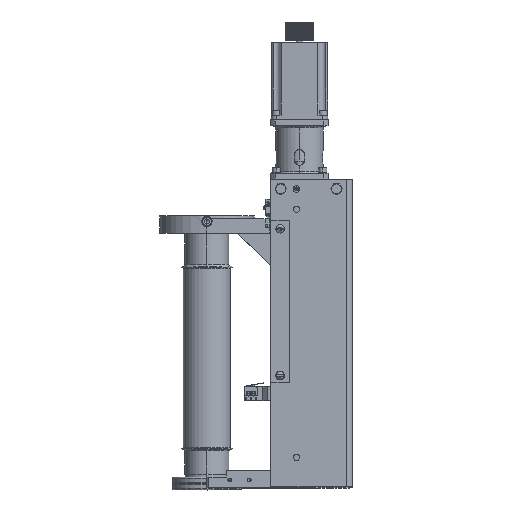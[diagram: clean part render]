
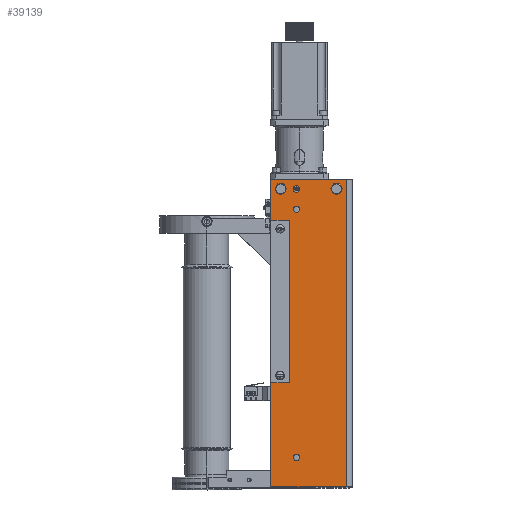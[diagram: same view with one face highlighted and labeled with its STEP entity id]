
A CAD part, top view. The second image highlights one B-rep face of the part: STEP entity #39139.
In plain terms, the highlighted planar face has unit normal (0, 0, 1).
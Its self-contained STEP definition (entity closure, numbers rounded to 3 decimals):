
#6377=DIRECTION('',(1.,0.,0.));
#6378=VECTOR('',#6377,76.9);
#6379=CARTESIAN_POINT('',(64.8,1.,49.075));
#6380=LINE('',#6379,#6378);
#6919=DIRECTION('',(0.,1.,0.));
#6920=VECTOR('',#6919,312.);
#6921=CARTESIAN_POINT('',(141.7,1.,49.075));
#6922=LINE('',#6921,#6920);
#6923=CARTESIAN_POINT('',(90.85,303.5,49.075));
#6924=DIRECTION('',(0.,0.,1.));
#6925=DIRECTION('',(-1.,0.,0.));
#6926=AXIS2_PLACEMENT_3D('',#6923,#6924,#6925);
#6928=CARTESIAN_POINT('',(90.85,303.5,49.075));
#6929=DIRECTION('',(0.,0.,1.));
#6930=DIRECTION('',(1.,0.,0.));
#6931=AXIS2_PLACEMENT_3D('',#6928,#6929,#6930);
#6933=CARTESIAN_POINT('',(91.,283.,49.075));
#6934=DIRECTION('',(0.,0.,1.));
#6935=DIRECTION('',(-1.,0.,0.));
#6936=AXIS2_PLACEMENT_3D('',#6933,#6934,#6935);
#6938=CARTESIAN_POINT('',(91.,283.,49.075));
#6939=DIRECTION('',(0.,0.,1.));
#6940=DIRECTION('',(1.,0.,0.));
#6941=AXIS2_PLACEMENT_3D('',#6938,#6939,#6940);
#6943=CARTESIAN_POINT('',(91.,31.,49.075));
#6944=DIRECTION('',(0.,0.,1.));
#6945=DIRECTION('',(-1.,0.,0.));
#6946=AXIS2_PLACEMENT_3D('',#6943,#6944,#6945);
#6948=CARTESIAN_POINT('',(91.,31.,49.075));
#6949=DIRECTION('',(0.,0.,1.));
#6950=DIRECTION('',(1.,0.,0.));
#6951=AXIS2_PLACEMENT_3D('',#6948,#6949,#6950);
#6953=CARTESIAN_POINT('',(75.,303.5,49.075));
#6954=DIRECTION('',(0.,0.,-1.));
#6955=DIRECTION('',(1.,0.,0.));
#6956=AXIS2_PLACEMENT_3D('',#6953,#6954,#6955);
#6958=CARTESIAN_POINT('',(75.,303.5,49.075));
#6959=DIRECTION('',(0.,0.,-1.));
#6960=DIRECTION('',(-1.,0.,0.));
#6961=AXIS2_PLACEMENT_3D('',#6958,#6959,#6960);
#6963=CARTESIAN_POINT('',(131.59,303.5,49.075));
#6964=DIRECTION('',(0.,0.,-1.));
#6965=DIRECTION('',(1.,0.,0.));
#6966=AXIS2_PLACEMENT_3D('',#6963,#6964,#6965);
#6968=CARTESIAN_POINT('',(131.59,303.5,49.075));
#6969=DIRECTION('',(0.,0.,-1.));
#6970=DIRECTION('',(-1.,0.,0.));
#6971=AXIS2_PLACEMENT_3D('',#6968,#6969,#6970);
#6973=DIRECTION('',(1.,0.,0.));
#6974=VECTOR('',#6973,19.);
#6975=CARTESIAN_POINT('',(64.8,106.5,49.075));
#6976=LINE('',#6975,#6974);
#6977=DIRECTION('',(0.,1.,0.));
#6978=VECTOR('',#6977,165.);
#6979=CARTESIAN_POINT('',(83.8,106.5,49.075));
#6980=LINE('',#6979,#6978);
#6981=DIRECTION('',(1.,0.,0.));
#6982=VECTOR('',#6981,19.);
#6983=CARTESIAN_POINT('',(64.8,271.5,49.075));
#6984=LINE('',#6983,#6982);
#6985=DIRECTION('',(0.,1.,0.));
#6986=VECTOR('',#6985,41.5);
#6987=CARTESIAN_POINT('',(64.8,271.5,49.075));
#6988=LINE('',#6987,#6986);
#6989=DIRECTION('',(1.,0.,0.));
#6990=VECTOR('',#6989,76.9);
#6991=CARTESIAN_POINT('',(64.8,313.,49.075));
#6992=LINE('',#6991,#6990);
#6993=DIRECTION('',(0.,1.,0.));
#6994=VECTOR('',#6993,105.5);
#6995=CARTESIAN_POINT('',(64.8,1.,49.075));
#6996=LINE('',#6995,#6994);
#24928=CARTESIAN_POINT('',(141.7,313.,49.075));
#24929=VERTEX_POINT('',#24928);
#24930=CARTESIAN_POINT('',(64.8,313.,49.075));
#24931=VERTEX_POINT('',#24930);
#25038=CARTESIAN_POINT('',(141.7,1.,49.075));
#25039=VERTEX_POINT('',#25038);
#25040=CARTESIAN_POINT('',(87.5,303.5,49.075));
#25041=CARTESIAN_POINT('',(94.2,303.5,49.075));
#25042=VERTEX_POINT('',#25040);
#25043=VERTEX_POINT('',#25041);
#25044=CARTESIAN_POINT('',(87.85,283.,49.075));
#25045=CARTESIAN_POINT('',(94.15,283.,49.075));
#25046=VERTEX_POINT('',#25044);
#25047=VERTEX_POINT('',#25045);
#25048=CARTESIAN_POINT('',(87.85,31.,49.075));
#25049=CARTESIAN_POINT('',(94.15,31.,49.075));
#25050=VERTEX_POINT('',#25048);
#25051=VERTEX_POINT('',#25049);
#25078=CARTESIAN_POINT('',(64.8,1.,49.075));
#25079=VERTEX_POINT('',#25078);
#29190=CARTESIAN_POINT('',(80.25,303.5,49.075));
#29191=CARTESIAN_POINT('',(69.75,303.5,49.075));
#29192=VERTEX_POINT('',#29190);
#29193=VERTEX_POINT('',#29191);
#29202=CARTESIAN_POINT('',(136.84,303.5,49.075));
#29203=CARTESIAN_POINT('',(126.34,303.5,49.075));
#29204=VERTEX_POINT('',#29202);
#29205=VERTEX_POINT('',#29203);
#29588=CARTESIAN_POINT('',(64.8,106.5,49.075));
#29589=CARTESIAN_POINT('',(83.8,106.5,49.075));
#29590=VERTEX_POINT('',#29588);
#29591=VERTEX_POINT('',#29589);
#29592=CARTESIAN_POINT('',(64.8,271.5,49.075));
#29593=CARTESIAN_POINT('',(83.8,271.5,49.075));
#29594=VERTEX_POINT('',#29592);
#29595=VERTEX_POINT('',#29593);
#39089=CARTESIAN_POINT('',(103.25,157.,49.075));
#39090=DIRECTION('',(0.,0.,1.));
#39091=DIRECTION('',(-1.,0.,0.));
#39092=AXIS2_PLACEMENT_3D('',#39089,#39090,#39091);
#39093=PLANE('',#39092);
#39095=ORIENTED_EDGE('',*,*,#39094,.T.);
#39097=ORIENTED_EDGE('',*,*,#39096,.T.);
#39099=ORIENTED_EDGE('',*,*,#39098,.F.);
#39101=ORIENTED_EDGE('',*,*,#39100,.T.);
#39102=ORIENTED_EDGE('',*,*,#31191,.T.);
#39103=ORIENTED_EDGE('',*,*,#39084,.F.);
#39104=ORIENTED_EDGE('',*,*,#38525,.F.);
#39106=ORIENTED_EDGE('',*,*,#39105,.T.);
#39107=EDGE_LOOP('',(#39095,#39097,#39099,#39101,#39102,#39103,#39104,#39106));
#39108=FACE_OUTER_BOUND('',#39107,.F.);
#39110=ORIENTED_EDGE('',*,*,#39109,.T.);
#39112=ORIENTED_EDGE('',*,*,#39111,.T.);
#39113=EDGE_LOOP('',(#39110,#39112));
#39114=FACE_BOUND('',#39113,.F.);
#39116=ORIENTED_EDGE('',*,*,#39115,.T.);
#39118=ORIENTED_EDGE('',*,*,#39117,.T.);
#39119=EDGE_LOOP('',(#39116,#39118));
#39120=FACE_BOUND('',#39119,.F.);
#39122=ORIENTED_EDGE('',*,*,#39121,.F.);
#39124=ORIENTED_EDGE('',*,*,#39123,.F.);
#39125=EDGE_LOOP('',(#39122,#39124));
#39126=FACE_BOUND('',#39125,.F.);
#39128=ORIENTED_EDGE('',*,*,#39127,.F.);
#39130=ORIENTED_EDGE('',*,*,#39129,.F.);
#39131=EDGE_LOOP('',(#39128,#39130));
#39132=FACE_BOUND('',#39131,.F.);
#39134=ORIENTED_EDGE('',*,*,#39133,.T.);
#39136=ORIENTED_EDGE('',*,*,#39135,.T.);
#39137=EDGE_LOOP('',(#39134,#39136));
#39138=FACE_BOUND('',#39137,.F.);
#6927=CIRCLE('',#6926,3.35);
#6932=CIRCLE('',#6931,3.35);
#6937=CIRCLE('',#6936,3.15);
#6942=CIRCLE('',#6941,3.15);
#6947=CIRCLE('',#6946,3.15);
#6952=CIRCLE('',#6951,3.15);
#6957=CIRCLE('',#6956,5.25);
#6962=CIRCLE('',#6961,5.25);
#6967=CIRCLE('',#6966,5.25);
#6972=CIRCLE('',#6971,5.25);
#31191=EDGE_CURVE('',#24931,#24929,#6992,.T.);
#38525=EDGE_CURVE('',#25079,#25039,#6380,.T.);
#39084=EDGE_CURVE('',#25039,#24929,#6922,.T.);
#39094=EDGE_CURVE('',#29590,#29591,#6976,.T.);
#39096=EDGE_CURVE('',#29591,#29595,#6980,.T.);
#39098=EDGE_CURVE('',#29594,#29595,#6984,.T.);
#39100=EDGE_CURVE('',#29594,#24931,#6988,.T.);
#39105=EDGE_CURVE('',#25079,#29590,#6996,.T.);
#39109=EDGE_CURVE('',#25046,#25047,#6937,.T.);
#39111=EDGE_CURVE('',#25047,#25046,#6942,.T.);
#39115=EDGE_CURVE('',#25050,#25051,#6947,.T.);
#39117=EDGE_CURVE('',#25051,#25050,#6952,.T.);
#39121=EDGE_CURVE('',#29192,#29193,#6957,.T.);
#39123=EDGE_CURVE('',#29193,#29192,#6962,.T.);
#39127=EDGE_CURVE('',#29204,#29205,#6967,.T.);
#39129=EDGE_CURVE('',#29205,#29204,#6972,.T.);
#39133=EDGE_CURVE('',#25042,#25043,#6927,.T.);
#39135=EDGE_CURVE('',#25043,#25042,#6932,.T.);
#39139=ADVANCED_FACE('',(#39108,#39114,#39120,#39126,#39132,#39138),#39093,.T.);
